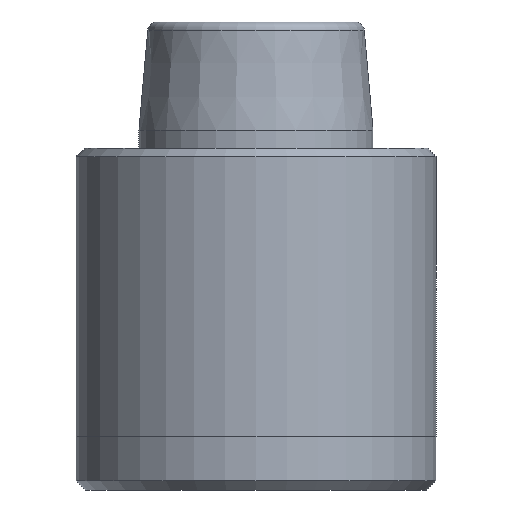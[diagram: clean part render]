
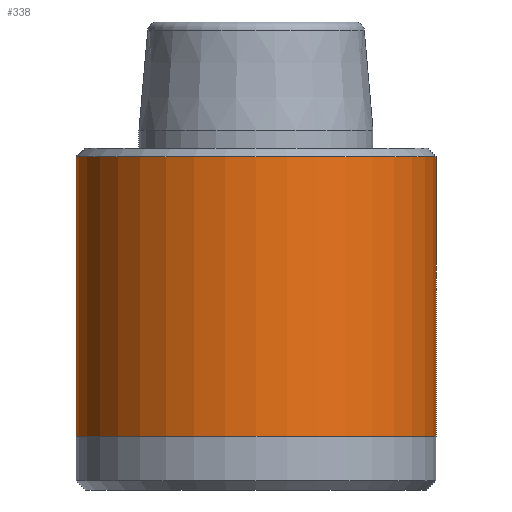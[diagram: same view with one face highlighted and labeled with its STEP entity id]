
A CAD part, front view. The second image highlights one B-rep face of the part: STEP entity #338.
In plain terms, the highlighted cylindrical face has radius 10 mm (diameter 20 mm), a partial arc.
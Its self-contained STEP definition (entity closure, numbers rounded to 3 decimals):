
#5 = EDGE_LOOP ( 'NONE', ( #1367, #960, #1049, #23 ) ) ;
#23 = ORIENTED_EDGE ( 'NONE', *, *, #1145, .T. ) ;
#121 = LINE ( 'NONE', #1383, #1243 ) ;
#138 = LINE ( 'NONE', #786, #785 ) ;
#245 = CARTESIAN_POINT ( 'NONE',  ( -10., 0., -1.5 ) ) ;
#300 = DIRECTION ( 'NONE',  ( -1., 0., 0. ) ) ;
#302 = EDGE_CURVE ( 'NONE', #630, #912, #138, .T. ) ;
#307 = AXIS2_PLACEMENT_3D ( 'NONE', #575, #1120, #1324 ) ;
#311 = CIRCLE ( 'NONE', #773, 10. ) ;
#338 = ADVANCED_FACE ( 'NONE', ( #840 ), #439, .T. ) ;
#339 = VERTEX_POINT ( 'NONE', #245 ) ;
#370 = DIRECTION ( 'NONE',  ( 0., 0., 1. ) ) ;
#384 = CARTESIAN_POINT ( 'NONE',  ( -10., 0., -17. ) ) ;
#409 = DIRECTION ( 'NONE',  ( 0., 0., -1. ) ) ;
#439 = CYLINDRICAL_SURFACE ( 'NONE', #573, 10. ) ;
#466 = VERTEX_POINT ( 'NONE', #384 ) ;
#485 = DIRECTION ( 'NONE',  ( 1., 0., 0. ) ) ;
#573 = AXIS2_PLACEMENT_3D ( 'NONE', #685, #370, #485 ) ;
#575 = CARTESIAN_POINT ( 'NONE',  ( 0., 0., -17. ) ) ;
#630 = VERTEX_POINT ( 'NONE', #1050 ) ;
#648 = CARTESIAN_POINT ( 'NONE',  ( 10., 0., -1.5 ) ) ;
#685 = CARTESIAN_POINT ( 'NONE',  ( 0., 0., -20. ) ) ;
#721 = CIRCLE ( 'NONE', #307, 10. ) ;
#745 = DIRECTION ( 'NONE',  ( 0., 0., 1. ) ) ;
#773 = AXIS2_PLACEMENT_3D ( 'NONE', #839, #409, #300 ) ;
#785 = VECTOR ( 'NONE', #890, 1000. ) ;
#786 = CARTESIAN_POINT ( 'NONE',  ( 10., 0., -20. ) ) ;
#839 = CARTESIAN_POINT ( 'NONE',  ( 0., 0., -1.5 ) ) ;
#840 = FACE_OUTER_BOUND ( 'NONE', #5, .T. ) ;
#841 = EDGE_CURVE ( 'NONE', #466, #630, #721, .T. ) ;
#890 = DIRECTION ( 'NONE',  ( 0., 0., 1. ) ) ;
#912 = VERTEX_POINT ( 'NONE', #648 ) ;
#960 = ORIENTED_EDGE ( 'NONE', *, *, #841, .T. ) ;
#1026 = EDGE_CURVE ( 'NONE', #466, #339, #121, .T. ) ;
#1049 = ORIENTED_EDGE ( 'NONE', *, *, #302, .T. ) ;
#1050 = CARTESIAN_POINT ( 'NONE',  ( 10., 0., -17. ) ) ;
#1120 = DIRECTION ( 'NONE',  ( 0., 0., 1. ) ) ;
#1145 = EDGE_CURVE ( 'NONE', #912, #339, #311, .T. ) ;
#1243 = VECTOR ( 'NONE', #745, 1000. ) ;
#1324 = DIRECTION ( 'NONE',  ( 1., 0., 0. ) ) ;
#1367 = ORIENTED_EDGE ( 'NONE', *, *, #1026, .F. ) ;
#1383 = CARTESIAN_POINT ( 'NONE',  ( -10., 0., -20. ) ) ;
